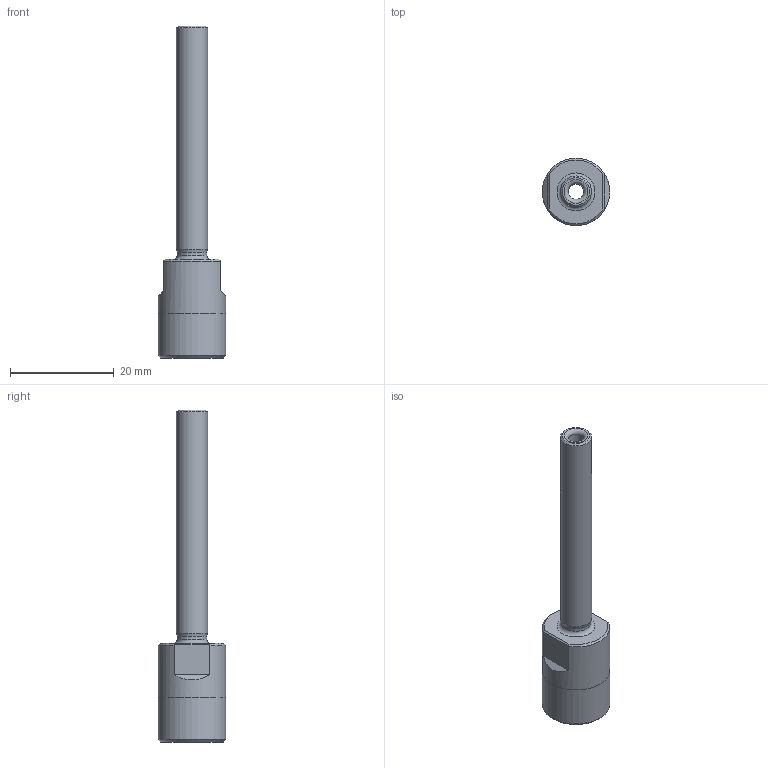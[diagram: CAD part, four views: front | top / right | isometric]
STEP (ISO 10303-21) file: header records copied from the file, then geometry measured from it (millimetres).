
FILE_DESCRIPTION(/* description */ (''),/* implementation_level */ '2;1');
FILE_NAME(/* name */ '260621120.stp',/* time_stamp */ '2021-01-19T15:06:27',/* author */ ('LRA'),/* organization */ ('REGO-FIX'),/* preprocessor_version */ ' Unknown',/* originating_system */ 'SIEMENS PLM Software Solid Edge ST10',/* authorization */ 'Unknown');
FILE_SCHEMA (('AUTOMOTIVE_DESIGN { 1 0 10303 214 2 1 1}'));
Length unit declared in the file: millimetre
Products named in the file (1): NOCUT
Bounding box: 13 x 13 x 64 mm (x, y, z)
Volume: 2358.5 mm3; surface area: 2674.7 mm2
Topology: 1 solids, 1 shells, 25 faces, 59 edges, 37 vertices
Faces by surface type: plane 9, cone 7, cylinder 6, torus 3
Full cylindrical faces by diameter (mm): 3 x1, 5.7 x1, 6 x1, 7.5 x1, 13 x2
Entity records: 830 total; most frequent: CARTESIAN_POINT 125, DIRECTION 112, ORIENTED_EDGE 80, AXIS2_PLACEMENT_3D 51, EDGE_LOOP 42, FACE_BOUND 42, EDGE_CURVE 40, VERTEX_POINT 32
